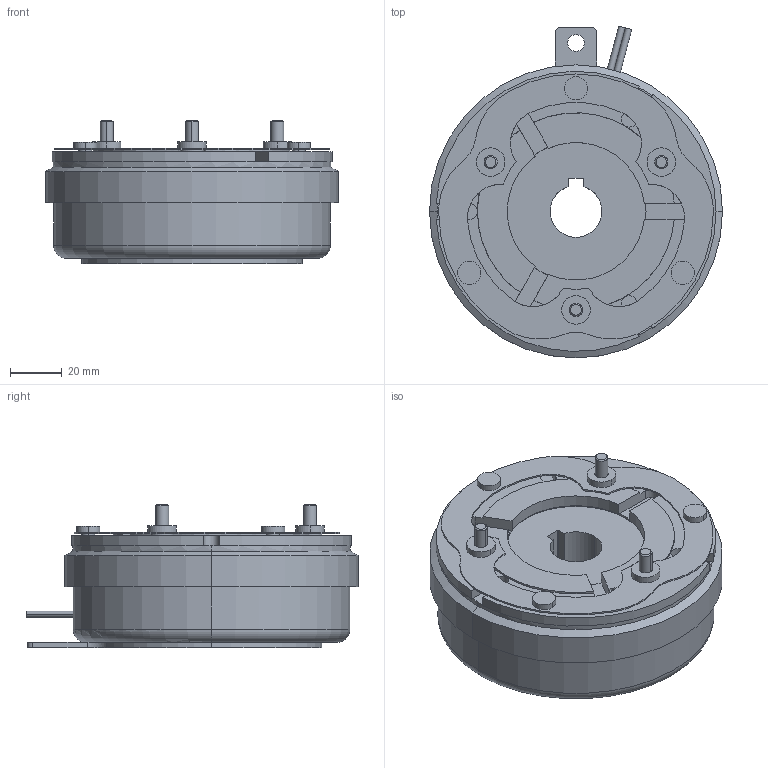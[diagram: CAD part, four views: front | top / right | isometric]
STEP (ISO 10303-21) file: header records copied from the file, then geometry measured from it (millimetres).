
FILE_DESCRIPTION (( 'STEP AP203' ), '1' );
FILE_NAME ('VCEH 2.5_23656700.STEP', '2016-05-20T05:38:06', ( ' ' ), ( '' ), 'SwSTEP 2.0', 'SolidWorks 2009', '' );
FILE_SCHEMA (( 'CONFIG_CONTROL_DESIGN' ));
Length unit declared in the file: millimetre
Products named in the file (1): VCEH 2.5_23656700
Bounding box: 113 x 128.02 x 55.2 mm (x, y, z)
Volume: 355428.6 mm3; surface area: 51576.6 mm2
Topology: 3 solids, 3 shells, 315 faces, 777 edges, 491 vertices
Faces by surface type: cylinder 170, plane 121, cone 14, sphere 6, torus 4
Entity records: 9515 total; most frequent: DIRECTION 1816, CARTESIAN_POINT 1614, ORIENTED_EDGE 1542, EDGE_CURVE 771, AXIS2_PLACEMENT_3D 741, VERTEX_POINT 491, CIRCLE 425, EDGE_LOOP 360
